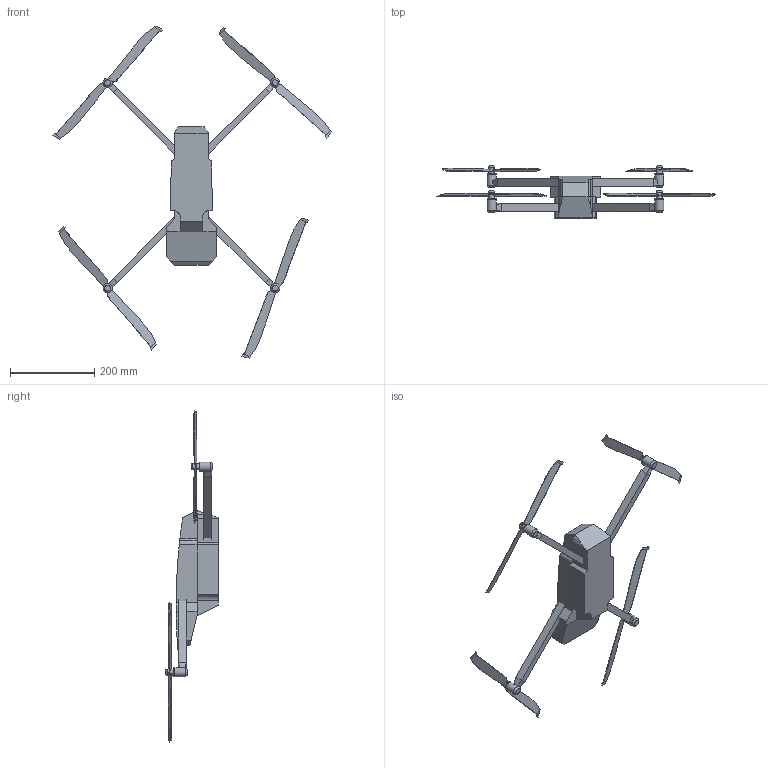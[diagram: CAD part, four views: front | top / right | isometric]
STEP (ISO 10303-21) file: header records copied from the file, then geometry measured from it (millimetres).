
FILE_DESCRIPTION(/* description */ (''),/* implementation_level */ '2;1');
FILE_NAME(/* name */ 'Mavic.stp',/* time_stamp */ '2021-02-05T20:35:44+01:00',/* author */ ('carlo'),/* organization */ (''),/* preprocessor_version */ 'ST-DEVELOPER v18.1',/* originating_system */ 'Autodesk Inventor 2021',/* authorisation */ '');
FILE_SCHEMA (('AUTOMOTIVE_DESIGN { 1 0 10303 214 3 1 1 }'));
Length unit declared in the file: millimetre
Products named in the file (6): Mavic; MavicBody; MavicArm_MIR; MavicArm; MavicArm_MIR1; MavicProppeller
Assembly tree (9 placements, depth 2):
  Mavic
    MavicBody
    MavicArm  x2
    MavicArm_MIR
    MavicArm_MIR1
    MavicProppeller  x4
Bounding box: 662.44 x 124.25 x 789.53 mm (x, y, z)
Volume: 2568305.3 mm3; surface area: 273327.6 mm2
Topology: 21 solids, 21 shells, 317 faces, 773 edges, 506 vertices
Faces by surface type: plane 266, cylinder 23, bspline 16, torus 8, cone 4
Full cylindrical faces by diameter (mm): 14 x8, 20 x4, 22 x4
Entity records: 4372 total; most frequent: CARTESIAN_POINT 746, DIRECTION 730, ORIENTED_EDGE 678, EDGE_CURVE 339, LINE 248, VECTOR 248, AXIS2_PLACEMENT_3D 241, VERTEX_POINT 221
